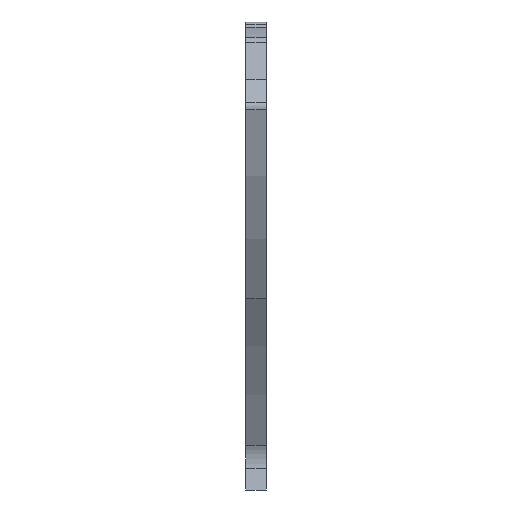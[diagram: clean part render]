
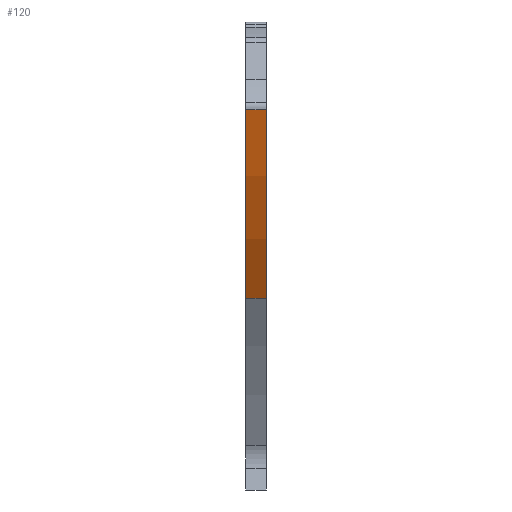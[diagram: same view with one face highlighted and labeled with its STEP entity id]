
A CAD part, left-side view. The second image highlights one B-rep face of the part: STEP entity #120.
In plain terms, the highlighted cylindrical face has radius 192.617 mm (diameter 385.233 mm), a partial arc.
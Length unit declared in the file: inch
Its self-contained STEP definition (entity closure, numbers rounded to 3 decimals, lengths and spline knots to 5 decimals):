
#38 = VERTEX_POINT ( 'NONE', #1147 ) ;
#59 = CARTESIAN_POINT ( 'NONE',  ( -1.00127, -0.14583, -0.92588 ) ) ;
#75 = AXIS2_PLACEMENT_3D ( 'NONE', #428, #1738, #1584 ) ;
#120 = ADVANCED_FACE ( 'NONE', ( #798 ), #323, .T. ) ;
#211 = DIRECTION ( 'NONE',  ( 0., 1., 0. ) ) ;
#221 = LINE ( 'NONE', #59, #1421 ) ;
#248 = ORIENTED_EDGE ( 'NONE', *, *, #350, .T. ) ;
#314 = VERTEX_POINT ( 'NONE', #1081 ) ;
#323 = CYLINDRICAL_SURFACE ( 'NONE', #1407, 7.58333 ) ;
#350 = EDGE_CURVE ( 'NONE', #314, #38, #411, .T. ) ;
#369 = CIRCLE ( 'NONE', #75, 7.58333 ) ;
#411 = LINE ( 'NONE', #1576, #1189 ) ;
#428 = CARTESIAN_POINT ( 'NONE',  ( 5.38732, 0.125, 3.1598 ) ) ;
#610 = EDGE_CURVE ( 'NONE', #2064, #981, #221, .T. ) ;
#614 = CARTESIAN_POINT ( 'NONE',  ( -1.00127, -0.125, -0.92588 ) ) ;
#637 = EDGE_CURVE ( 'NONE', #2064, #314, #2082, .T. ) ;
#704 = ORIENTED_EDGE ( 'NONE', *, *, #610, .F. ) ;
#798 = FACE_OUTER_BOUND ( 'NONE', #1111, .T. ) ;
#806 = EDGE_CURVE ( 'NONE', #38, #981, #369, .T. ) ;
#811 = CARTESIAN_POINT ( 'NONE',  ( -1.00127, 0.125, -0.92588 ) ) ;
#877 = CARTESIAN_POINT ( 'NONE',  ( 5.38732, -0.125, 3.1598 ) ) ;
#979 = CARTESIAN_POINT ( 'NONE',  ( 5.38732, -0.14583, 3.1598 ) ) ;
#981 = VERTEX_POINT ( 'NONE', #811 ) ;
#1081 = CARTESIAN_POINT ( 'NONE',  ( -1.97883, -0.125, 1.35796 ) ) ;
#1111 = EDGE_LOOP ( 'NONE', ( #704, #1510, #248, #1593 ) ) ;
#1147 = CARTESIAN_POINT ( 'NONE',  ( -1.97883, 0.125, 1.35796 ) ) ;
#1189 = VECTOR ( 'NONE', #1708, 39.37008 ) ;
#1250 = AXIS2_PLACEMENT_3D ( 'NONE', #877, #211, #1521 ) ;
#1407 = AXIS2_PLACEMENT_3D ( 'NONE', #979, #1612, #1632 ) ;
#1421 = VECTOR ( 'NONE', #1684, 39.37008 ) ;
#1510 = ORIENTED_EDGE ( 'NONE', *, *, #637, .T. ) ;
#1521 = DIRECTION ( 'NONE',  ( 0., 0., 1. ) ) ;
#1576 = CARTESIAN_POINT ( 'NONE',  ( -1.97883, -0.14583, 1.35796 ) ) ;
#1584 = DIRECTION ( 'NONE',  ( 0., 0., -1. ) ) ;
#1593 = ORIENTED_EDGE ( 'NONE', *, *, #806, .T. ) ;
#1612 = DIRECTION ( 'NONE',  ( 0., 1., 0. ) ) ;
#1632 = DIRECTION ( 'NONE',  ( 0., 0., 1. ) ) ;
#1684 = DIRECTION ( 'NONE',  ( 0., 1., 0. ) ) ;
#1708 = DIRECTION ( 'NONE',  ( 0., 1., 0. ) ) ;
#1738 = DIRECTION ( 'NONE',  ( 0., -1., 0. ) ) ;
#2064 = VERTEX_POINT ( 'NONE', #614 ) ;
#2082 = CIRCLE ( 'NONE', #1250, 7.58333 ) ;
